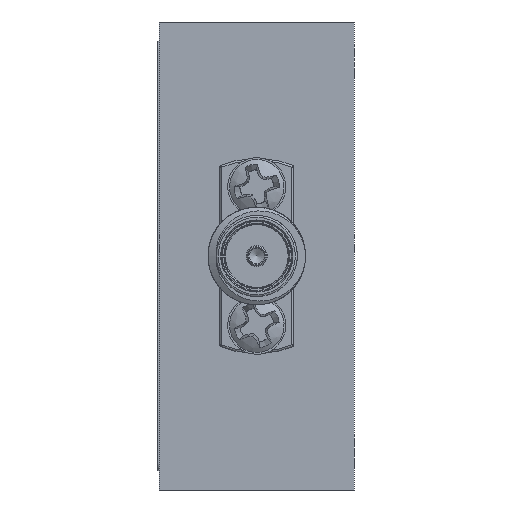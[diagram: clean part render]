
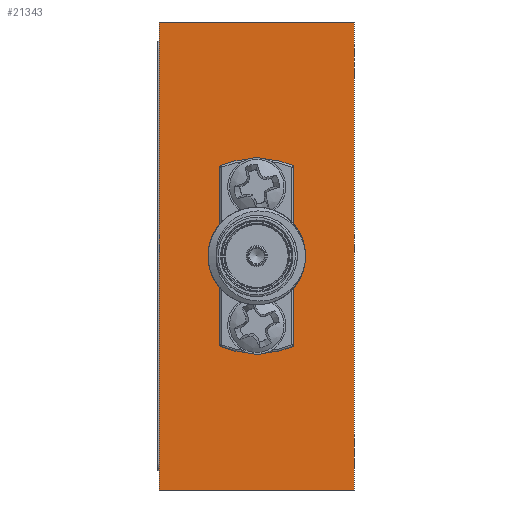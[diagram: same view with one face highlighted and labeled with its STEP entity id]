
A CAD part, left-side view. The second image highlights one B-rep face of the part: STEP entity #21343.
In plain terms, the highlighted planar face has unit normal (-1, 0, 0).
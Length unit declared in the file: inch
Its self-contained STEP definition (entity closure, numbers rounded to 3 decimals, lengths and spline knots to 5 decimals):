
#854 = LINE ( 'NONE', #3226, #28409 ) ;
#1746 = VERTEX_POINT ( 'NONE', #13417 ) ;
#1782 = DIRECTION ( 'NONE',  ( 0., 0., 1. ) ) ;
#3226 = CARTESIAN_POINT ( 'NONE',  ( 37.41119, 38.99649, 40.51254 ) ) ;
#3419 = CARTESIAN_POINT ( 'NONE',  ( 37.41119, 38.99649, 40.51254 ) ) ;
#5620 = AXIS2_PLACEMENT_3D ( 'NONE', #12968, #31698, #27902 ) ;
#7604 = CARTESIAN_POINT ( 'NONE',  ( 37.41119, 39.49649, 39.31254 ) ) ;
#8188 = VERTEX_POINT ( 'NONE', #34212 ) ;
#8291 = EDGE_CURVE ( 'NONE', #8188, #23461, #11319, .T. ) ;
#10389 = FACE_OUTER_BOUND ( 'NONE', #20638, .T. ) ;
#11319 = LINE ( 'NONE', #7604, #19486 ) ;
#12327 = CARTESIAN_POINT ( 'NONE',  ( 37.41119, 39.49649, 40.51254 ) ) ;
#12968 = CARTESIAN_POINT ( 'NONE',  ( 37.41119, 39.49649, 40.51254 ) ) ;
#13390 = CARTESIAN_POINT ( 'NONE',  ( 37.41119, 39.49649, 40.51254 ) ) ;
#13417 = CARTESIAN_POINT ( 'NONE',  ( 37.41119, 39.49649, 40.51254 ) ) ;
#13514 = CARTESIAN_POINT ( 'NONE',  ( 37.41119, 38.99649, 39.31254 ) ) ;
#15945 = PLANE ( 'NONE',  #5620 ) ;
#19486 = VECTOR ( 'NONE', #31638, 39.37008 ) ;
#20638 = EDGE_LOOP ( 'NONE', ( #33521, #26527, #32057, #33235 ) ) ;
#21343 = ADVANCED_FACE ( 'NONE', ( #10389 ), #15945, .F. ) ;
#23461 = VERTEX_POINT ( 'NONE', #13514 ) ;
#24577 = EDGE_CURVE ( 'NONE', #23461, #35599, #854, .T. ) ;
#26062 = EDGE_CURVE ( 'NONE', #1746, #35599, #36582, .T. ) ;
#26527 = ORIENTED_EDGE ( 'NONE', *, *, #26062, .F. ) ;
#27902 = DIRECTION ( 'NONE',  ( 0., 0., -1. ) ) ;
#28337 = LINE ( 'NONE', #13390, #33440 ) ;
#28409 = VECTOR ( 'NONE', #30151, 39.37008 ) ;
#30151 = DIRECTION ( 'NONE',  ( 0., 0., 1. ) ) ;
#30188 = EDGE_CURVE ( 'NONE', #8188, #1746, #28337, .T. ) ;
#30266 = DIRECTION ( 'NONE',  ( 0., -1., 0. ) ) ;
#31638 = DIRECTION ( 'NONE',  ( 0., -1., 0. ) ) ;
#31698 = DIRECTION ( 'NONE',  ( 1., 0., 0. ) ) ;
#32057 = ORIENTED_EDGE ( 'NONE', *, *, #30188, .F. ) ;
#33235 = ORIENTED_EDGE ( 'NONE', *, *, #8291, .T. ) ;
#33440 = VECTOR ( 'NONE', #1782, 39.37008 ) ;
#33521 = ORIENTED_EDGE ( 'NONE', *, *, #24577, .T. ) ;
#34212 = CARTESIAN_POINT ( 'NONE',  ( 37.41119, 39.49649, 39.31254 ) ) ;
#35305 = VECTOR ( 'NONE', #30266, 39.37008 ) ;
#35599 = VERTEX_POINT ( 'NONE', #3419 ) ;
#36582 = LINE ( 'NONE', #12327, #35305 ) ;
